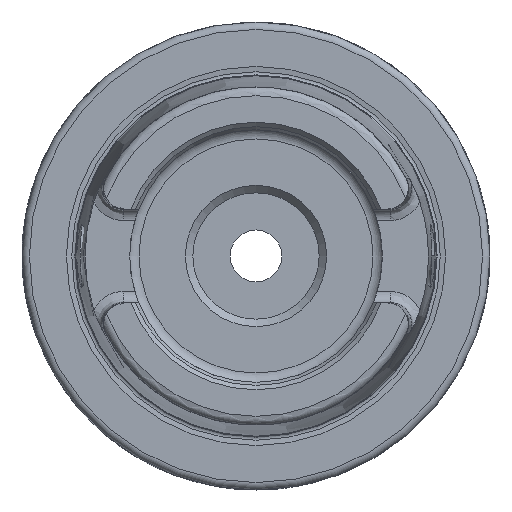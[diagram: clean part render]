
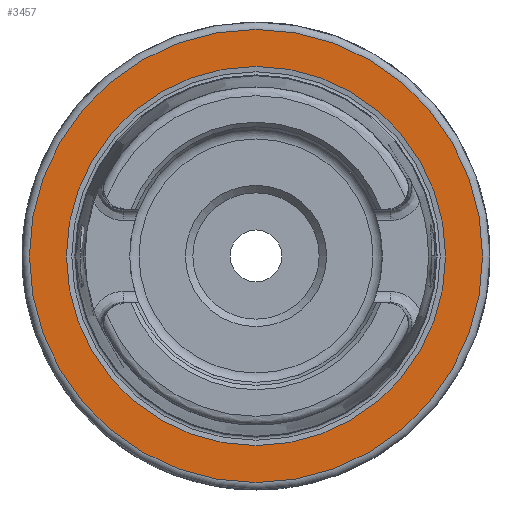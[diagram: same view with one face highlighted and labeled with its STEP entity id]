
A CAD part, left-side view. The second image highlights one B-rep face of the part: STEP entity #3457.
In plain terms, the highlighted planar face has unit normal (-1, 0, 0).
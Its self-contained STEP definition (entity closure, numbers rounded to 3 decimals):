
#69=FACE_BOUND('',#554,.T.);
#126=PLANE('',#3815);
#356=FACE_OUTER_BOUND('',#553,.T.);
#553=EDGE_LOOP('',(#3011,#3012));
#554=EDGE_LOOP('',(#3013,#3014));
#905=CIRCLE('',#3813,25.521);
#906=CIRCLE('',#3814,25.521);
#907=CIRCLE('',#3816,30.5);
#908=CIRCLE('',#3817,30.5);
#1571=VERTEX_POINT('',#7398);
#1572=VERTEX_POINT('',#7400);
#1573=VERTEX_POINT('',#7404);
#1574=VERTEX_POINT('',#7405);
#2072=EDGE_CURVE('',#1572,#1571,#905,.T.);
#2073=EDGE_CURVE('',#1571,#1572,#906,.T.);
#2074=EDGE_CURVE('',#1573,#1574,#907,.T.);
#2075=EDGE_CURVE('',#1574,#1573,#908,.T.);
#3011=ORIENTED_EDGE('',*,*,#2074,.F.);
#3012=ORIENTED_EDGE('',*,*,#2075,.F.);
#3013=ORIENTED_EDGE('',*,*,#2072,.T.);
#3014=ORIENTED_EDGE('',*,*,#2073,.T.);
#3457=ADVANCED_FACE('',(#356,#69),#126,.T.);
#3813=AXIS2_PLACEMENT_3D('',#7401,#4597,#4598);
#3814=AXIS2_PLACEMENT_3D('',#7402,#4599,#4600);
#3815=AXIS2_PLACEMENT_3D('',#7403,#4601,#4602);
#3816=AXIS2_PLACEMENT_3D('',#7406,#4603,#4604);
#3817=AXIS2_PLACEMENT_3D('',#7407,#4605,#4606);
#4597=DIRECTION('center_axis',(1.,0.,0.));
#4598=DIRECTION('ref_axis',(0.,0.,-1.));
#4599=DIRECTION('center_axis',(1.,0.,0.));
#4600=DIRECTION('ref_axis',(0.,0.,-1.));
#4601=DIRECTION('center_axis',(-1.,0.,0.));
#4602=DIRECTION('ref_axis',(0.,0.,1.));
#4603=DIRECTION('center_axis',(1.,0.,0.));
#4604=DIRECTION('ref_axis',(0.,0.,-1.));
#4605=DIRECTION('center_axis',(1.,0.,0.));
#4606=DIRECTION('ref_axis',(0.,0.,-1.));
#7398=CARTESIAN_POINT('',(0.,-25.521,0.));
#7400=CARTESIAN_POINT('',(0.,25.521,0.));
#7401=CARTESIAN_POINT('Origin',(0.,0.,
0.));
#7402=CARTESIAN_POINT('Origin',(0.,0.,
0.));
#7403=CARTESIAN_POINT('Origin',(0.,30.5,0.));
#7404=CARTESIAN_POINT('',(0.,30.5,0.));
#7405=CARTESIAN_POINT('',(0.,0.,30.5));
#7406=CARTESIAN_POINT('Origin',(0.,0.,
0.));
#7407=CARTESIAN_POINT('Origin',(0.,0.,
0.));
